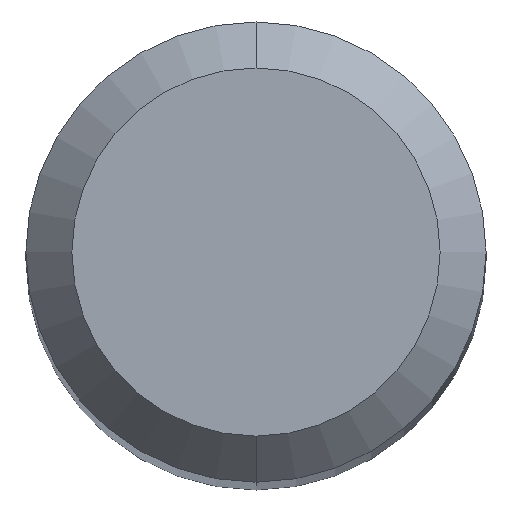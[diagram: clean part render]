
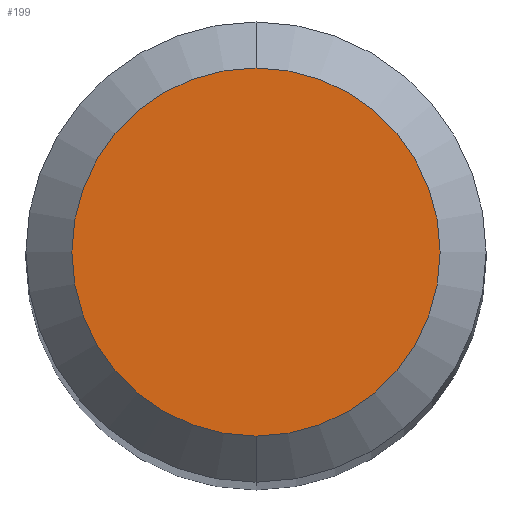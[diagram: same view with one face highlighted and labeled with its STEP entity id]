
A CAD part, top view. The second image highlights one B-rep face of the part: STEP entity #199.
In plain terms, the highlighted planar face has unit normal (0, 0, 1).
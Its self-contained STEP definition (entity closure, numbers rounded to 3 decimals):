
#199=ADVANCED_FACE('',(#506),#507,.T.);
#209=EDGE_CURVE('',#223,#395,#518,.T.);
#223=VERTEX_POINT('',#534);
#289=EDGE_CURVE('',#395,#223,#605,.T.);
#395=VERTEX_POINT('',#724);
#506=FACE_OUTER_BOUND('',#844,.T.);
#507=PLANE('',#845);
#518=CIRCLE('',#859,1.2);
#534=CARTESIAN_POINT('',(0.0,1.2,0.0));
#605=CIRCLE('',#1050,1.2);
#724=CARTESIAN_POINT('',(0.,-1.2,0.0));
#844=EDGE_LOOP('',(#1458,#1459));
#845=AXIS2_PLACEMENT_3D('',#1460,#1461,#1462);
#859=AXIS2_PLACEMENT_3D('',#1472,#1473,#1474);
#1050=AXIS2_PLACEMENT_3D('',#1574,#1575,#1576);
#1458=ORIENTED_EDGE('',*,*,#209,.F.);
#1459=ORIENTED_EDGE('',*,*,#289,.F.);
#1460=CARTESIAN_POINT('',(0.0,0.6,0.0));
#1461=DIRECTION('',(-0.0,0.0,1.0));
#1462=DIRECTION('',(0.0,-1.0,0.0));
#1472=CARTESIAN_POINT('',(0.0,0.0,0.0));
#1473=DIRECTION('',(0.0,0.0,-1.0));
#1474=DIRECTION('',(0.0,1.0,0.0));
#1574=CARTESIAN_POINT('',(0.0,0.0,0.0));
#1575=DIRECTION('',(0.0,0.0,-1.0));
#1576=DIRECTION('',(0.0,1.0,0.0));
